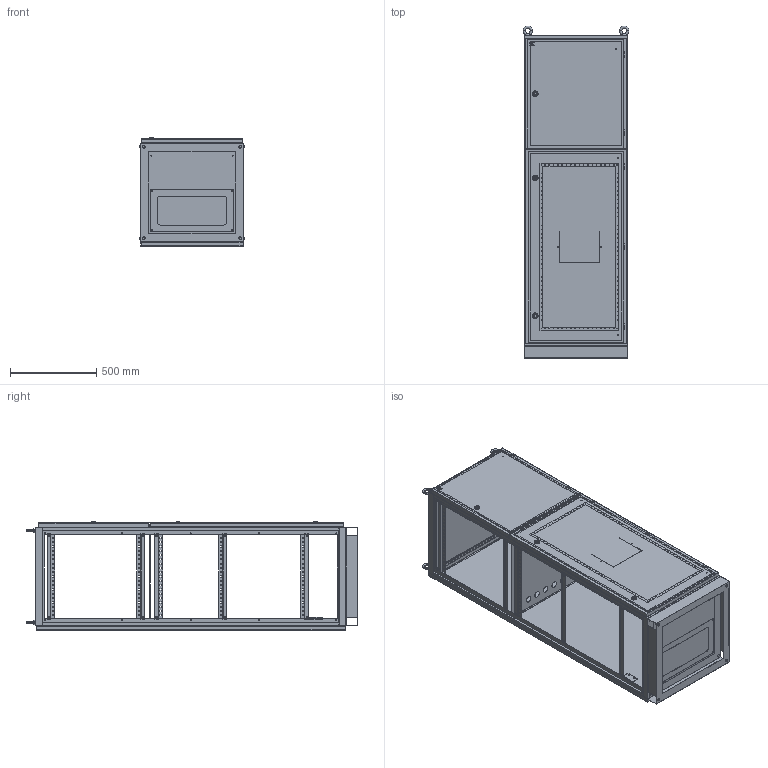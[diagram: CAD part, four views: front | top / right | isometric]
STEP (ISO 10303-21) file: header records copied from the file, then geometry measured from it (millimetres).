
FILE_DESCRIPTION (( 'STEP AP214' ), '1' );
FILE_NAME ('YKM2-C3-1866-54 Øêàô íàïîëüíûé öåëüíîñâàðíîé ÂÐÓ-2 18.60.60 IP54 TITAN.STEP', '2016-09-22T07:47:29', ( 'user' ), ( '' ), 'SwSTEP 2.0', 'SolidWorks 2014', '' );
FILE_SCHEMA (( 'AUTOMOTIVE_DESIGN' ));
Length unit declared in the file: millimetre
Products named in the file (6): YKM2-C3-1866-54 Øêàô íàïîëüíûé öåëüíîñâàðíîé ÂÐÓ-2 18.60.60 IP54 TITAN; Îáîëî÷êà ÂÐÓ-2 1800õ600õ600 IP54; Äâåðü äëÿ ÂÐÓ-2 1800õ600 IP54; Äâåðü ó÷¸òíîãî îòñåêà 600 IP54; Ñòåíêà çàäíÿÿ äëÿ ÂÐÓ-õ 1800õ600 IP54; Öîêîëü äëÿ ÂÐÓ 600õ600
Assembly tree (5 placements, depth 2):
  YKM2-C3-1866-54 Øêàô íàïîëüíûé öåëüíîñâàðíîé ÂÐÓ-2 18.60.60 IP54 TITAN
    Îáîëî÷êà ÂÐÓ-2 1800õ600õ600 IP54
    Äâåðü äëÿ ÂÐÓ-2 1800õ600 IP54
    Äâåðü ó÷¸òíîãî îòñåêà 600 IP54
    Ñòåíêà çàäíÿÿ äëÿ ÂÐÓ-õ 1800õ600 IP54
    Öîêîëü äëÿ ÂÐÓ 600õ600
Bounding box: 614 x 1926 x 627.5 mm (x, y, z)
Volume: 9280426.7 mm3; surface area: 10726840.6 mm2
Topology: 31 solids, 31 shells, 3040 faces, 8107 edges, 5294 vertices
Faces by surface type: plane 2087, cylinder 710, cone 174, bspline 39, torus 22, sphere 8
Entity records: 98056 total; most frequent: CARTESIAN_POINT 19066, ORIENTED_EDGE 16214, DIRECTION 15324, EDGE_CURVE 8107, LINE 6012, VECTOR 6012, VERTEX_POINT 5294, AXIS2_PLACEMENT_3D 4656
